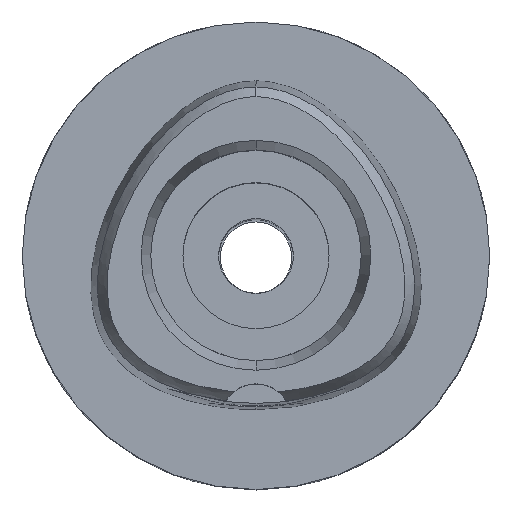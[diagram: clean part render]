
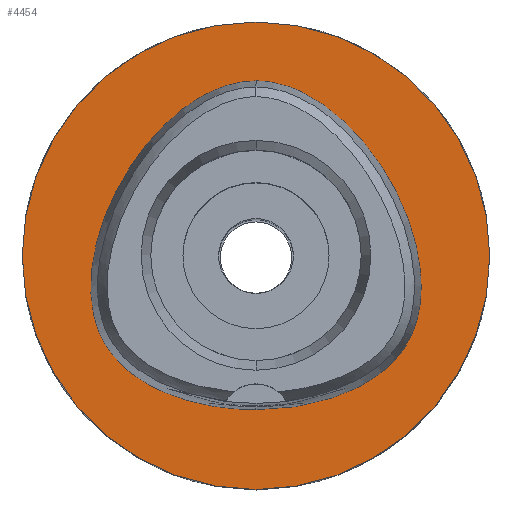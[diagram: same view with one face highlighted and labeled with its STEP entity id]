
A CAD part, top view. The second image highlights one B-rep face of the part: STEP entity #4454.
In plain terms, the highlighted planar face has unit normal (0, 0, 1).
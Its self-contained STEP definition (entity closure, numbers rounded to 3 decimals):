
#54 = CIRCLE ( 'NONE', #4003, 20. ) ;
#95 = CARTESIAN_POINT ( 'NONE',  ( -9.355, -10.965, 0. ) ) ;
#232 = CARTESIAN_POINT ( 'NONE',  ( 0., 0., 0. ) ) ;
#274 = AXIS2_PLACEMENT_3D ( 'NONE', #3512, #309, #4180 ) ;
#296 = CARTESIAN_POINT ( 'NONE',  ( 4.043, -12.924, 0. ) ) ;
#309 = DIRECTION ( 'NONE',  ( 0., 0., -1. ) ) ;
#361 = VERTEX_POINT ( 'NONE', #797 ) ;
#434 = CARTESIAN_POINT ( 'NONE',  ( 0., 20., 0. ) ) ;
#602 = CARTESIAN_POINT ( 'NONE',  ( 0.544, 14.963, 0. ) ) ;
#606 = CARTESIAN_POINT ( 'NONE',  ( 0., 0., 0. ) ) ;
#700 = CARTESIAN_POINT ( 'NONE',  ( -13.214, 2.96, 0. ) ) ;
#745 = CARTESIAN_POINT ( 'NONE',  ( -13.738, -5.737, 0. ) ) ;
#750 = VERTEX_POINT ( 'NONE', #1203 ) ;
#761 = CARTESIAN_POINT ( 'NONE',  ( -13.341, -6.76, 0. ) ) ;
#797 = CARTESIAN_POINT ( 'NONE',  ( 0., -13.163, 0. ) ) ;
#827 = B_SPLINE_CURVE_WITH_KNOTS ( 'NONE', 3,
 ( #4305, #2910, #2505, #3994, #1067, #3618, #3952, #700, #3930, #1488, #2893, #745, #761, #2828, #3598, #3557, #4346, #95, #1131, #4258, #2543, #1769 ),
 .UNSPECIFIED., .F., .F.,
 ( 4, 1, 1, 1, 1, 1, 1, 1, 1, 1, 1, 1, 1, 1, 1, 1, 1, 1, 1, 4 ),
 ( 0., 0.042, 0.083, 0.167, 0.25, 0.333, 0.417, 0.5, 0.542, 0.583, 0.625, 0.646, 0.667, 0.688, 0.708, 0.75, 0.792, 0.833, 0.917, 1. ),
 .UNSPECIFIED. ) ;
#911 = CARTESIAN_POINT ( 'NONE',  ( 11.503, 6.641, 0. ) ) ;
#915 = EDGE_CURVE ( 'NONE', #4274, #361, #827, .T. ) ;
#916 = FACE_BOUND ( 'NONE', #3675, .T. ) ;
#943 = CARTESIAN_POINT ( 'NONE',  ( 6.373, 12.669, 0. ) ) ;
#969 = PLANE ( 'NONE',  #2231 ) ;
#1067 = CARTESIAN_POINT ( 'NONE',  ( -6.373, 12.669, 0. ) ) ;
#1131 = CARTESIAN_POINT ( 'NONE',  ( -7.162, -12.032, 0. ) ) ;
#1156 = CIRCLE ( 'NONE', #274, 20. ) ;
#1203 = CARTESIAN_POINT ( 'NONE',  ( 0., -20., 0. ) ) ;
#1265 = CARTESIAN_POINT ( 'NONE',  ( 3.782, 14.194, 0. ) ) ;
#1290 = CARTESIAN_POINT ( 'NONE',  ( 13.214, 2.96, 0. ) ) ;
#1296 = EDGE_CURVE ( 'NONE', #361, #4274, #3868, .T. ) ;
#1303 = DIRECTION ( 'NONE',  ( 0., 1., 0. ) ) ;
#1488 = CARTESIAN_POINT ( 'NONE',  ( -14.173, -2.619, 0. ) ) ;
#1622 = CARTESIAN_POINT ( 'NONE',  ( 11.837, -9.029, 0. ) ) ;
#1649 = VERTEX_POINT ( 'NONE', #434 ) ;
#1700 = DIRECTION ( 'NONE',  ( 0., -1., 0. ) ) ;
#1715 = CARTESIAN_POINT ( 'NONE',  ( 13.341, -6.76, 0. ) ) ;
#1769 = CARTESIAN_POINT ( 'NONE',  ( 0., -13.163, 0. ) ) ;
#1822 = EDGE_CURVE ( 'NONE', #750, #1649, #1156, .T. ) ;
#1978 = CARTESIAN_POINT ( 'NONE',  ( 14.001, -0.186, 0. ) ) ;
#2231 = AXIS2_PLACEMENT_3D ( 'NONE', #606, #4190, #1700 ) ;
#2246 = ORIENTED_EDGE ( 'NONE', *, *, #1822, .F. ) ;
#2323 = CARTESIAN_POINT ( 'NONE',  ( 9.355, -10.965, 0. ) ) ;
#2349 = CARTESIAN_POINT ( 'NONE',  ( 1.632, 14.847, 0. ) ) ;
#2481 = EDGE_CURVE ( 'NONE', #1649, #750, #54, .T. ) ;
#2505 = CARTESIAN_POINT ( 'NONE',  ( -1.632, 14.847, 0. ) ) ;
#2543 = CARTESIAN_POINT ( 'NONE',  ( -1.348, -13.163, 0. ) ) ;
#2686 = CARTESIAN_POINT ( 'NONE',  ( 7.162, -12.032, 0. ) ) ;
#2689 = FACE_OUTER_BOUND ( 'NONE', #3147, .T. ) ;
#2828 = CARTESIAN_POINT ( 'NONE',  ( -12.971, -7.489, 0. ) ) ;
#2893 = CARTESIAN_POINT ( 'NONE',  ( -14.056, -4.369, 0. ) ) ;
#2910 = CARTESIAN_POINT ( 'NONE',  ( -0.544, 14.963, 0. ) ) ;
#3027 = DIRECTION ( 'NONE',  ( 0., 0., -1. ) ) ;
#3043 = CARTESIAN_POINT ( 'NONE',  ( 0., 14.963, 0. ) ) ;
#3064 = CARTESIAN_POINT ( 'NONE',  ( 10.811, -9.988, 0. ) ) ;
#3092 = CARTESIAN_POINT ( 'NONE',  ( 0., -13.163, 0. ) ) ;
#3122 = CARTESIAN_POINT ( 'NONE',  ( 13.738, -5.737, 0. ) ) ;
#3142 = CARTESIAN_POINT ( 'NONE',  ( 14.173, -2.619, 0. ) ) ;
#3147 = EDGE_LOOP ( 'NONE', ( #3333, #2246 ) ) ;
#3159 = ORIENTED_EDGE ( 'NONE', *, *, #915, .F. ) ;
#3192 = ORIENTED_EDGE ( 'NONE', *, *, #1296, .F. ) ;
#3333 = ORIENTED_EDGE ( 'NONE', *, *, #2481, .F. ) ;
#3445 = CARTESIAN_POINT ( 'NONE',  ( 14.056, -4.369, 0. ) ) ;
#3468 = CARTESIAN_POINT ( 'NONE',  ( 1.348, -13.163, 0. ) ) ;
#3512 = CARTESIAN_POINT ( 'NONE',  ( 0., 0., 0. ) ) ;
#3557 = CARTESIAN_POINT ( 'NONE',  ( -11.837, -9.029, 0. ) ) ;
#3598 = CARTESIAN_POINT ( 'NONE',  ( -12.525, -8.174, 0. ) ) ;
#3618 = CARTESIAN_POINT ( 'NONE',  ( -9.171, 9.964, 0. ) ) ;
#3675 = EDGE_LOOP ( 'NONE', ( #3159, #3192 ) ) ;
#3822 = CARTESIAN_POINT ( 'NONE',  ( 12.525, -8.174, 0. ) ) ;
#3868 = B_SPLINE_CURVE_WITH_KNOTS ( 'NONE', 3,
 ( #3092, #3468, #296, #2686, #2323, #3064, #1622, #3822, #4529, #1715, #3122, #3445, #3142, #1978, #1290, #911, #4498, #943, #1265, #2349, #602, #3043 ),
 .UNSPECIFIED., .F., .F.,
 ( 4, 1, 1, 1, 1, 1, 1, 1, 1, 1, 1, 1, 1, 1, 1, 1, 1, 1, 1, 4 ),
 ( 0., 0.083, 0.167, 0.208, 0.25, 0.292, 0.312, 0.333, 0.354, 0.375, 0.417, 0.458, 0.5, 0.583, 0.667, 0.75, 0.833, 0.917, 0.958, 1. ),
 .UNSPECIFIED. ) ;
#3930 = CARTESIAN_POINT ( 'NONE',  ( -14.001, -0.186, 0. ) ) ;
#3952 = CARTESIAN_POINT ( 'NONE',  ( -11.503, 6.641, 0. ) ) ;
#3994 = CARTESIAN_POINT ( 'NONE',  ( -3.782, 14.194, 0. ) ) ;
#4003 = AXIS2_PLACEMENT_3D ( 'NONE', #232, #3027, #1303 ) ;
#4097 = CARTESIAN_POINT ( 'NONE',  ( 0., 14.963, 0. ) ) ;
#4180 = DIRECTION ( 'NONE',  ( 0., -1., 0. ) ) ;
#4190 = DIRECTION ( 'NONE',  ( 0., 0., -1. ) ) ;
#4258 = CARTESIAN_POINT ( 'NONE',  ( -4.043, -12.924, 0. ) ) ;
#4274 = VERTEX_POINT ( 'NONE', #4097 ) ;
#4305 = CARTESIAN_POINT ( 'NONE',  ( 0., 14.963, 0. ) ) ;
#4346 = CARTESIAN_POINT ( 'NONE',  ( -10.811, -9.988, 0. ) ) ;
#4454 = ADVANCED_FACE ( 'NONE', ( #2689, #916 ), #969, .F. ) ;
#4498 = CARTESIAN_POINT ( 'NONE',  ( 9.171, 9.964, 0. ) ) ;
#4529 = CARTESIAN_POINT ( 'NONE',  ( 12.971, -7.489, 0. ) ) ;
